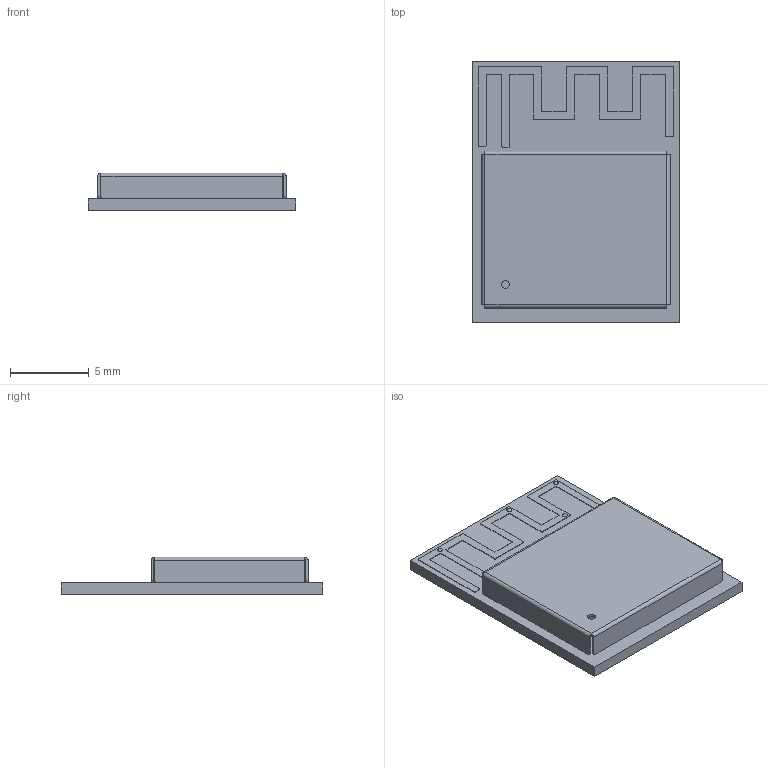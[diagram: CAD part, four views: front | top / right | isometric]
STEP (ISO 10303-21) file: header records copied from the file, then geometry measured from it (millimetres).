
FILE_DESCRIPTION (( 'STEP AP214' ), '1' );
FILE_NAME ('PCB_ESP32-C3-MINI-1.STEP', '2021-08-17T06:20:24', ( 'madcow' ), ( 'Microsoft' ), 'SwSTEP 2.0', '', '' );
FILE_SCHEMA (( 'AUTOMOTIVE_DESIGN' ));
Length unit declared in the file: millimetre
Products named in the file (64): Submodel-C0201_part(2)^DesignRootModel(2)_PCB_ESP32-C3-MINI-1_V1A(2)_PCB_ESP32-C3-MINI-1_V1A; L0201_20210301.STEP(2)^Submodel-L0201_part(2)_DesignRootModel(2)_PCB_ESP32-C3-MINI-1_V1A(2)_PCB_ESP32-C3-MINI-1_V1A; PCB_ESP32-C3-MINI-1_V1A(2)^PCB_ESP32-C3-MINI-1_V1A; placementOutline-0(2)^Submodel-noModelForPart_MINI-ANT-TYPED-H_1968823293(2)_Submodel-MINI-ANT-TYPED-H_1968823293_part(2)_DesignRootModel(2)_PCB_ESP32-C3-MINI-1_V1A(2)_PCB_ESP32-C3-MINI-1~; Submodel-R0201_part(2)^DesignRootModel(2)_PCB_ESP32-C3-MINI-1_V1A(2)_PCB_ESP32-C3-MINI-1_V1A; C0201_20210301.STEP(2)^Submodel-C0201_part(2)_DesignRootModel(2)_PCB_ESP32-C3-MINI-1_V1A(2)_PCB_ESP32-C3-MINI-1_V1A; Submodel-L0201_part(2)^DesignRootModel(2)_PCB_ESP32-C3-MINI-1_V1A(2)_PCB_ESP32-C3-MINI-1_V1A; PCB_ESP32-C3-MINI-1; placementOutline-3(2)^Submodel-noModelForPart_MINI-ANT-TYPED-H_1968823293(2)_Submodel-MINI-ANT-TYPED-H_1968823293_part(2)_DesignRootModel(2)_PCB_ESP32-C3-MINI-1_V1A(2)_PCB_ESP32-C3-MINI-1~; Submodel-XTAL3225_part(2)^DesignRootModel(2)_PCB_ESP32-C3-MINI-1_V1A(2)_PCB_ESP32-C3-MINI-1_V1A; Submodel-noModelForPart_MINI-ANT-TYPED-H_1968823293(2)^Submodel-MINI-ANT-TYPED-H_1968823293_part(2)_DesignRootModel(2)_PCB_ESP32-C3-MINI-1_V1A(2)_PCB_ESP32-C3-MINI-1_V1A; Submodel-QFN32_0P5_5_part(2)^DesignRootModel(2)_PCB_ESP32-C3-MINI-1_V1A(2)_PCB_ESP32-C3-MINI-1_V1A; Submodel-SOD882_part(2)^DesignRootModel(2)_PCB_ESP32-C3-MINI-1_V1A(2)_PCB_ESP32-C3-MINI-1_V1A; Submodel-MINI-ANT-TYPED-H_1968823293_part(2)^DesignRootModel(2)_PCB_ESP32-C3-MINI-1_V1A(2)_PCB_ESP32-C3-MINI-1_V1A; uid__2428(2)^DesignRootModel(2)_PCB_ESP32-C3-MINI-1_V1A(2)_PCB_ESP32-C3-MINI-1_V1A; Submodel-C0402_part(2)^DesignRootModel(2)_PCB_ESP32-C3-MINI-1_V1A(2)_PCB_ESP32-C3-MINI-1_V1A; ShieldBox_ESP32-C3-MINI-1_V1.0_20200901; placementOutline-1(2)^Submodel-noModelForPart_MINI-ANT-TYPED-H_1968823293(2)_Submodel-MINI-ANT-TYPED-H_1968823293_part(2)_DesignRootModel(2)_PCB_ESP32-C3-MINI-1_V1A(2)_PCB_ESP32-C3-MINI-1~; C0201_20210301.STEP(2)^C0201_20210301.STEP(2)_Submodel-C0201_part(2)_DesignRootModel(2)_PCB_ESP32-C3-MINI-1_V1A(2)_PCB_ESP32-C3-MINI-1_V1A; XTAL3225_20210301.STEP(2)^XTAL3225_20210301.STEP(2)_Submodel-XTAL3225_part(2)_DesignRootModel(2)_PCB_ESP32-C3-MINI-1_V1A(2)_PCB_ESP32-C3-MINI-1_V1A; placementOutline-4(2)^Submodel-noModelForPart_MINI-ANT-TYPED-H_1968823293(2)_Submodel-MINI-ANT-TYPED-H_1968823293_part(2)_DesignRootModel(2)_PCB_ESP32-C3-MINI-1_V1A(2)_PCB_ESP32-C3-MINI-1~; R0201_20210301.STEP(2)^Submodel-R0201_part(2)_DesignRootModel(2)_PCB_ESP32-C3-MINI-1_V1A(2)_PCB_ESP32-C3-MINI-1_V1A; ESP32-C3_20210301.STEP(2)^ESP32-C3_20210301.STEP(2)_Submodel-QFN32_0P5_5_part(2)_DesignRootModel(2)_PCB_ESP32-C3-MINI-1_V1A(2)_PCB_ESP32-C3-MINI-1_V1A; DFN1006.STEP(2)^DFN1006.STEP(2)_Submodel-SOD882_part(2)_DesignRootModel(2)_PCB_ESP32-C3-MINI-1_V1A(2)_PCB_ESP32-C3-MINI-1_V1A; trace_4(2)^Submodel-MINI-ANT-TYPED-H_1968823293_part(2)_DesignRootModel(2)_PCB_ESP32-C3-MINI-1_V1A(2)_PCB_ESP32-C3-MINI-1_V1A; R0201_20210301.STEP(2)^R0201_20210301.STEP(2)_Submodel-R0201_part(2)_DesignRootModel(2)_PCB_ESP32-C3-MINI-1_V1A(2)_PCB_ESP32-C3-MINI-1_V1A; C0402_20210301.STEP(2)^C0402_20210301.STEP(2)_Submodel-C0402_part(2)_DesignRootModel(2)_PCB_ESP32-C3-MINI-1_V1A(2)_PCB_ESP32-C3-MINI-1_V1A; L0201_20210301.STEP(2)^L0201_20210301.STEP(2)_Submodel-L0201_part(2)_DesignRootModel(2)_PCB_ESP32-C3-MINI-1_V1A(2)_PCB_ESP32-C3-MINI-1_V1A; DesignRootModel(2)^PCB_ESP32-C3-MINI-1_V1A(2)_PCB_ESP32-C3-MINI-1_V1A; placementOutline(2)^Submodel-noModelForPart_MINI-ANT-TYPED-H_1968823293(2)_Submodel-MINI-ANT-TYPED-H_1968823293_part(2)_DesignRootModel(2)_PCB_ESP32-C3-MINI-1_V1A(2)_PCB_ESP32-C3-MINI-1_V~; solder_pad; placementOutline-2(2)^Submodel-noModelForPart_MINI-ANT-TYPED-H_1968823293(2)_Submodel-MINI-ANT-TYPED-H_1968823293_part(2)_DesignRootModel(2)_PCB_ESP32-C3-MINI-1_V1A(2)_PCB_ESP32-C3-MINI-1~; XTAL3225_20210301.STEP(2)^Submodel-XTAL3225_part(2)_DesignRootModel(2)_PCB_ESP32-C3-MINI-1_V1A(2)_PCB_ESP32-C3-MINI-1_V1A; placementOutline-5(2)^Submodel-noModelForPart_MINI-ANT-TYPED-H_1968823293(2)_Submodel-MINI-ANT-TYPED-H_1968823293_part(2)_DesignRootModel(2)_PCB_ESP32-C3-MINI-1_V1A(2)_PCB_ESP32-C3-MINI-1~; ESP32-C3_20210301.STEP(2)^Submodel-QFN32_0P5_5_part(2)_DesignRootModel(2)_PCB_ESP32-C3-MINI-1_V1A(2)_PCB_ESP32-C3-MINI-1_V1A; DFN1006.STEP(2)^Submodel-SOD882_part(2)_DesignRootModel(2)_PCB_ESP32-C3-MINI-1_V1A(2)_PCB_ESP32-C3-MINI-1_V1A; trace_1(2)^Submodel-MINI-ANT-TYPED-H_1968823293_part(2)_DesignRootModel(2)_PCB_ESP32-C3-MINI-1_V1A(2)_PCB_ESP32-C3-MINI-1_V1A; C0402_20210301.STEP(2)^Submodel-C0402_part(2)_DesignRootModel(2)_PCB_ESP32-C3-MINI-1_V1A(2)_PCB_ESP32-C3-MINI-1_V1A
Assembly tree (76 placements, depth 6):
  PCB_ESP32-C3-MINI-1
    PCB_ESP32-C3-MINI-1_V1A(2)^PCB_ESP32-C3-MINI-1_V1A
      DesignRootModel(2)^PCB_ESP32-C3-MINI-1_V1A(2)_PCB_ESP32-C3-MINI-1_V1A
        Submodel-SOD882_part(2)^DesignRootModel(2)_PCB_ESP32-C3-MINI-1_V1A(2)_PCB_ESP32-C3-MINI-1_V1A
          DFN1006.STEP(2)^Submodel-SOD882_part(2)_DesignRootModel(2)_PCB_ESP32-C3-MINI-1_V1A(2)_PCB_ESP32-C3-MINI-1_V1A
            DFN1006.STEP(2)^DFN1006.STEP(2)_Submodel-SOD882_part(2)_DesignRootModel(2)_PCB_ESP32-C3-MINI-1_V1A(2)_PCB_ESP32-C3-MINI-1_V1A
        Submodel-R0201_part(2)^DesignRootModel(2)_PCB_ESP32-C3-MINI-1_V1A(2)_PCB_ESP32-C3-MINI-1_V1A
          R0201_20210301.STEP(2)^Submodel-R0201_part(2)_DesignRootModel(2)_PCB_ESP32-C3-MINI-1_V1A(2)_PCB_ESP32-C3-MINI-1_V1A
            R0201_20210301.STEP(2)^R0201_20210301.STEP(2)_Submodel-R0201_part(2)_DesignRootModel(2)_PCB_ESP32-C3-MINI-1_V1A(2)_PCB_ESP32-C3-MINI-1_V1A
        Submodel-MINI-ANT-TYPED-H_1968823293_part(2)^DesignRootModel(2)_PCB_ESP32-C3-MINI-1_V1A(2)_PCB_ESP32-C3-MINI-1_V1A
          Submodel-noModelForPart_MINI-ANT-TYPED-H_1968823293(2)^Submodel-MINI-ANT-TYPED-H_1968823293_part(2)_DesignRootModel(2)_PCB_ESP32-C3-MINI-1_V1A(2)_PCB_ESP32-C3-MINI-1_V1A
            placementOutline(2)^Submodel-noModelForPart_MINI-ANT-TYPED-H_1968823293(2)_Submodel-MINI-ANT-TYPED-H_1968823293_part(2)_DesignRootModel(2)_PCB_ESP32-C3-MINI-1_V1A(2)_PCB_ESP32-C3-MINI-1_V~
            placementOutline-0(2)^Submodel-noModelForPart_MINI-ANT-TYPED-H_1968823293(2)_Submodel-MINI-ANT-TYPED-H_1968823293_part(2)_DesignRootModel(2)_PCB_ESP32-C3-MINI-1_V1A(2)_PCB_ESP32-C3-MINI-1~
            placementOutline-1(2)^Submodel-noModelForPart_MINI-ANT-TYPED-H_1968823293(2)_Submodel-MINI-ANT-TYPED-H_1968823293_part(2)_DesignRootModel(2)_PCB_ESP32-C3-MINI-1_V1A(2)_PCB_ESP32-C3-MINI-1~
            placementOutline-2(2)^Submodel-noModelForPart_MINI-ANT-TYPED-H_1968823293(2)_Submodel-MINI-ANT-TYPED-H_1968823293_part(2)_DesignRootModel(2)_PCB_ESP32-C3-MINI-1_V1A(2)_PCB_ESP32-C3-MINI-1~
            placementOutline-3(2)^Submodel-noModelForPart_MINI-ANT-TYPED-H_1968823293(2)_Submodel-MINI-ANT-TYPED-H_1968823293_part(2)_DesignRootModel(2)_PCB_ESP32-C3-MINI-1_V1A(2)_PCB_ESP32-C3-MINI-1~
            placementOutline-4(2)^Submodel-noModelForPart_MINI-ANT-TYPED-H_1968823293(2)_Submodel-MINI-ANT-TYPED-H_1968823293_part(2)_DesignRootModel(2)_PCB_ESP32-C3-MINI-1_V1A(2)_PCB_ESP32-C3-MINI-1~
            placementOutline-5(2)^Submodel-noModelForPart_MINI-ANT-TYPED-H_1968823293(2)_Submodel-MINI-ANT-TYPED-H_1968823293_part(2)_DesignRootModel(2)_PCB_ESP32-C3-MINI-1_V1A(2)_PCB_ESP32-C3-MINI-1~
          trace_4(2)^Submodel-MINI-ANT-TYPED-H_1968823293_part(2)_DesignRootModel(2)_PCB_ESP32-C3-MINI-1_V1A(2)_PCB_ESP32-C3-MINI-1_V1A
          trace_1(2)^Submodel-MINI-ANT-TYPED-H_1968823293_part(2)_DesignRootModel(2)_PCB_ESP32-C3-MINI-1_V1A(2)_PCB_ESP32-C3-MINI-1_V1A
        Submodel-C0402_part(2)^DesignRootModel(2)_PCB_ESP32-C3-MINI-1_V1A(2)_PCB_ESP32-C3-MINI-1_V1A
          C0402_20210301.STEP(2)^Submodel-C0402_part(2)_DesignRootModel(2)_PCB_ESP32-C3-MINI-1_V1A(2)_PCB_ESP32-C3-MINI-1_V1A
            C0402_20210301.STEP(2)^C0402_20210301.STEP(2)_Submodel-C0402_part(2)_DesignRootModel(2)_PCB_ESP32-C3-MINI-1_V1A(2)_PCB_ESP32-C3-MINI-1_V1A
        Submodel-R0201_part(2)^DesignRootModel(2)_PCB_ESP32-C3-MINI-1_V1A(2)_PCB_ESP32-C3-MINI-1_V1A
          R0201_20210301.STEP(2)^Submodel-R0201_part(2)_DesignRootModel(2)_PCB_ESP32-C3-MINI-1_V1A(2)_PCB_ESP32-C3-MINI-1_V1A
            R0201_20210301.STEP(2)^R0201_20210301.STEP(2)_Submodel-R0201_part(2)_DesignRootModel(2)_PCB_ESP32-C3-MINI-1_V1A(2)_PCB_ESP32-C3-MINI-1_V1A
        Submodel-C0201_part(2)^DesignRootModel(2)_PCB_ESP32-C3-MINI-1_V1A(2)_PCB_ESP32-C3-MINI-1_V1A
          C0201_20210301.STEP(2)^Submodel-C0201_part(2)_DesignRootModel(2)_PCB_ESP32-C3-MINI-1_V1A(2)_PCB_ESP32-C3-MINI-1_V1A
            C0201_20210301.STEP(2)^C0201_20210301.STEP(2)_Submodel-C0201_part(2)_DesignRootModel(2)_PCB_ESP32-C3-MINI-1_V1A(2)_PCB_ESP32-C3-MINI-1_V1A
        Submodel-R0201_part(2)^DesignRootModel(2)_PCB_ESP32-C3-MINI-1_V1A(2)_PCB_ESP32-C3-MINI-1_V1A
          R0201_20210301.STEP(2)^Submodel-R0201_part(2)_DesignRootModel(2)_PCB_ESP32-C3-MINI-1_V1A(2)_PCB_ESP32-C3-MINI-1_V1A
            R0201_20210301.STEP(2)^R0201_20210301.STEP(2)_Submodel-R0201_part(2)_DesignRootModel(2)_PCB_ESP32-C3-MINI-1_V1A(2)_PCB_ESP32-C3-MINI-1_V1A
        Submodel-C0201_part(2)^DesignRootModel(2)_PCB_ESP32-C3-MINI-1_V1A(2)_PCB_ESP32-C3-MINI-1_V1A
          C0201_20210301.STEP(2)^Submodel-C0201_part(2)_DesignRootModel(2)_PCB_ESP32-C3-MINI-1_V1A(2)_PCB_ESP32-C3-MINI-1_V1A
            C0201_20210301.STEP(2)^C0201_20210301.STEP(2)_Submodel-C0201_part(2)_DesignRootModel(2)_PCB_ESP32-C3-MINI-1_V1A(2)_PCB_ESP32-C3-MINI-1_V1A
        Submodel-C0201_part(2)^DesignRootModel(2)_PCB_ESP32-C3-MINI-1_V1A(2)_PCB_ESP32-C3-MINI-1_V1A
          C0201_20210301.STEP(2)^Submodel-C0201_part(2)_DesignRootModel(2)_PCB_ESP32-C3-MINI-1_V1A(2)_PCB_ESP32-C3-MINI-1_V1A
            C0201_20210301.STEP(2)^C0201_20210301.STEP(2)_Submodel-C0201_part(2)_DesignRootModel(2)_PCB_ESP32-C3-MINI-1_V1A(2)_PCB_ESP32-C3-MINI-1_V1A
        Submodel-C0201_part(2)^DesignRootModel(2)_PCB_ESP32-C3-MINI-1_V1A(2)_PCB_ESP32-C3-MINI-1_V1A
          C0201_20210301.STEP(2)^Submodel-C0201_part(2)_DesignRootModel(2)_PCB_ESP32-C3-MINI-1_V1A(2)_PCB_ESP32-C3-MINI-1_V1A
            C0201_20210301.STEP(2)^C0201_20210301.STEP(2)_Submodel-C0201_part(2)_DesignRootModel(2)_PCB_ESP32-C3-MINI-1_V1A(2)_PCB_ESP32-C3-MINI-1_V1A
        Submodel-C0201_part(2)^DesignRootModel(2)_PCB_ESP32-C3-MINI-1_V1A(2)_PCB_ESP32-C3-MINI-1_V1A
          C0201_20210301.STEP(2)^Submodel-C0201_part(2)_DesignRootModel(2)_PCB_ESP32-C3-MINI-1_V1A(2)_PCB_ESP32-C3-MINI-1_V1A
            C0201_20210301.STEP(2)^C0201_20210301.STEP(2)_Submodel-C0201_part(2)_DesignRootModel(2)_PCB_ESP32-C3-MINI-1_V1A(2)_PCB_ESP32-C3-MINI-1_V1A
        Submodel-C0201_part(2)^DesignRootModel(2)_PCB_ESP32-C3-MINI-1_V1A(2)_PCB_ESP32-C3-MINI-1_V1A
          C0201_20210301.STEP(2)^Submodel-C0201_part(2)_DesignRootModel(2)_PCB_ESP32-C3-MINI-1_V1A(2)_PCB_ESP32-C3-MINI-1_V1A
            C0201_20210301.STEP(2)^C0201_20210301.STEP(2)_Submodel-C0201_part(2)_DesignRootModel(2)_PCB_ESP32-C3-MINI-1_V1A(2)_PCB_ESP32-C3-MINI-1_V1A
        Submodel-C0201_part(2)^DesignRootModel(2)_PCB_ESP32-C3-MINI-1_V1A(2)_PCB_ESP32-C3-MINI-1_V1A
          C0201_20210301.STEP(2)^Submodel-C0201_part(2)_DesignRootModel(2)_PCB_ESP32-C3-MINI-1_V1A(2)_PCB_ESP32-C3-MINI-1_V1A
            C0201_20210301.STEP(2)^C0201_20210301.STEP(2)_Submodel-C0201_part(2)_DesignRootModel(2)_PCB_ESP32-C3-MINI-1_V1A(2)_PCB_ESP32-C3-MINI-1_V1A
        Submodel-C0201_part(2)^DesignRootModel(2)_PCB_ESP32-C3-MINI-1_V1A(2)_PCB_ESP32-C3-MINI-1_V1A
          C0201_20210301.STEP(2)^Submodel-C0201_part(2)_DesignRootModel(2)_PCB_ESP32-C3-MINI-1_V1A(2)_PCB_ESP32-C3-MINI-1_V1A
            C0201_20210301.STEP(2)^C0201_20210301.STEP(2)_Submodel-C0201_part(2)_DesignRootModel(2)_PCB_ESP32-C3-MINI-1_V1A(2)_PCB_ESP32-C3-MINI-1_V1A
        Submodel-C0201_part(2)^DesignRootModel(2)_PCB_ESP32-C3-MINI-1_V1A(2)_PCB_ESP32-C3-MINI-1_V1A
          C0201_20210301.STEP(2)^Submodel-C0201_part(2)_DesignRootModel(2)_PCB_ESP32-C3-MINI-1_V1A(2)_PCB_ESP32-C3-MINI-1_V1A
            C0201_20210301.STEP(2)^C0201_20210301.STEP(2)_Submodel-C0201_part(2)_DesignRootModel(2)_PCB_ESP32-C3-MINI-1_V1A(2)_PCB_ESP32-C3-MINI-1_V1A
        Submodel-C0201_part(2)^DesignRootModel(2)_PCB_ESP32-C3-MINI-1_V1A(2)_PCB_ESP32-C3-MINI-1_V1A
          C0201_20210301.STEP(2)^Submodel-C0201_part(2)_DesignRootModel(2)_PCB_ESP32-C3-MINI-1_V1A(2)_PCB_ESP32-C3-MINI-1_V1A
            C0201_20210301.STEP(2)^C0201_20210301.STEP(2)_Submodel-C0201_part(2)_DesignRootModel(2)_PCB_ESP32-C3-MINI-1_V1A(2)_PCB_ESP32-C3-MINI-1_V1A
        Submodel-L0201_part(2)^DesignRootModel(2)_PCB_ESP32-C3-MINI-1_V1A(2)_PCB_ESP32-C3-MINI-1_V1A
Bounding box: 13.2 x 16.6 x 2.4 mm (x, y, z)
Volume: 214.9 mm3; surface area: 1147 mm2
Topology: 103 solids, 104 shells, 1827 faces, 4447 edges, 2768 vertices
Faces by surface type: plane 1182, cylinder 475, sphere 112, bspline 54, torus 4
Entity records: 43742 total; most frequent: CARTESIAN_POINT 10507, ORIENTED_EDGE 6222, DIRECTION 6193, EDGE_CURVE 3111, VECTOR 2485, LINE 2485, VERTEX_POINT 2040, AXIS2_PLACEMENT_3D 1854
